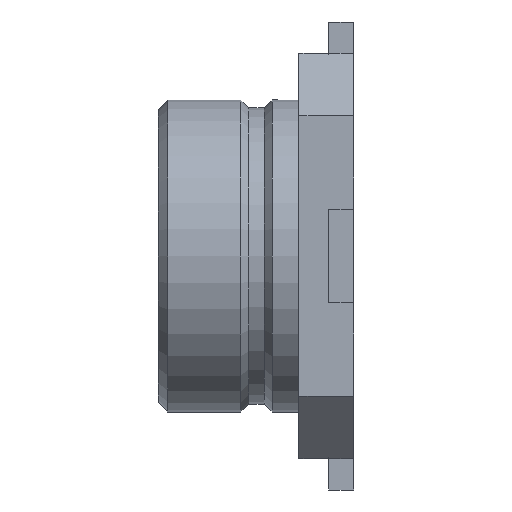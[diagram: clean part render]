
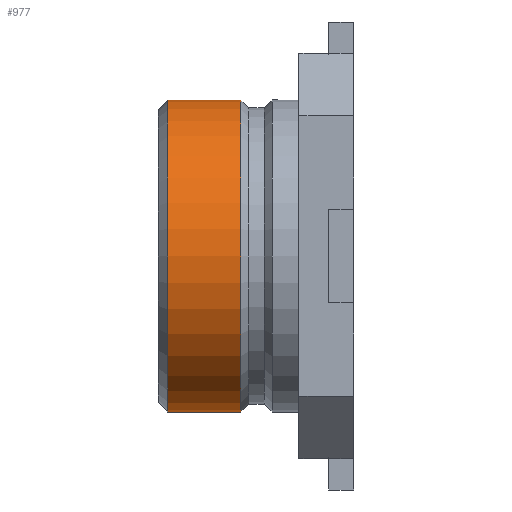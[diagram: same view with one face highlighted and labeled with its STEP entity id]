
A CAD part, left-side view. The second image highlights one B-rep face of the part: STEP entity #977.
In plain terms, the highlighted cylindrical face has radius 1 mm (diameter 2 mm), a partial arc.
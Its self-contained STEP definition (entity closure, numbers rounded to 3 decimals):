
#10 = EDGE_CURVE ( 'NONE', #2840, #2722, #1586, .T. ) ;
#23 = DIRECTION ( 'NONE',  ( 0., 0., -1. ) ) ;
#42 = ORIENTED_EDGE ( 'NONE', *, *, #2055, .T. ) ;
#101 = DIRECTION ( 'NONE',  ( 0., 0., -1. ) ) ;
#277 = ORIENTED_EDGE ( 'NONE', *, *, #2258, .F. ) ;
#410 = CIRCLE ( 'NONE', #2268, 1. ) ;
#443 = CARTESIAN_POINT ( 'NONE',  ( 0., 0.722, -1. ) ) ;
#460 = FACE_OUTER_BOUND ( 'NONE', #679, .T. ) ;
#675 = EDGE_CURVE ( 'NONE', #2840, #835, #1182, .T. ) ;
#679 = EDGE_LOOP ( 'NONE', ( #1484, #1226, #42, #277 ) ) ;
#829 = CARTESIAN_POINT ( 'NONE',  ( 0., 0.35, 0. ) ) ;
#830 = CARTESIAN_POINT ( 'NONE',  ( 0., 0.35, 1. ) ) ;
#834 = CARTESIAN_POINT ( 'NONE',  ( 0., 0.35, -1. ) ) ;
#835 = VERTEX_POINT ( 'NONE', #3058 ) ;
#910 = AXIS2_PLACEMENT_3D ( 'NONE', #829, #1570, #23 ) ;
#977 = ADVANCED_FACE ( 'NONE', ( #460 ), #2102, .T. ) ;
#1159 = CARTESIAN_POINT ( 'NONE',  ( 0., 0.722, 1. ) ) ;
#1182 = CIRCLE ( 'NONE', #2245, 1. ) ;
#1226 = ORIENTED_EDGE ( 'NONE', *, *, #675, .T. ) ;
#1484 = ORIENTED_EDGE ( 'NONE', *, *, #10, .F. ) ;
#1570 = DIRECTION ( 'NONE',  ( 0., -1., 0. ) ) ;
#1586 = LINE ( 'NONE', #830, #2985 ) ;
#1616 = DIRECTION ( 'NONE',  ( 0., -1., 0. ) ) ;
#1683 = DIRECTION ( 'NONE',  ( 0., -1., 0. ) ) ;
#1814 = VERTEX_POINT ( 'NONE', #443 ) ;
#2055 = EDGE_CURVE ( 'NONE', #835, #1814, #2213, .T. ) ;
#2102 = CYLINDRICAL_SURFACE ( 'NONE', #910, 1. ) ;
#2192 = CARTESIAN_POINT ( 'NONE',  ( 0., 1.19, 0. ) ) ;
#2213 = LINE ( 'NONE', #834, #3121 ) ;
#2245 = AXIS2_PLACEMENT_3D ( 'NONE', #2192, #2452, #101 ) ;
#2258 = EDGE_CURVE ( 'NONE', #2722, #1814, #410, .T. ) ;
#2268 = AXIS2_PLACEMENT_3D ( 'NONE', #2721, #1683, #2458 ) ;
#2452 = DIRECTION ( 'NONE',  ( 0., -1., 0. ) ) ;
#2458 = DIRECTION ( 'NONE',  ( 0., 0., -1. ) ) ;
#2479 = CARTESIAN_POINT ( 'NONE',  ( 0., 1.19, 1. ) ) ;
#2591 = DIRECTION ( 'NONE',  ( 0., -1., 0. ) ) ;
#2721 = CARTESIAN_POINT ( 'NONE',  ( 0., 0.722, 0. ) ) ;
#2722 = VERTEX_POINT ( 'NONE', #1159 ) ;
#2840 = VERTEX_POINT ( 'NONE', #2479 ) ;
#2985 = VECTOR ( 'NONE', #1616, 1000. ) ;
#3058 = CARTESIAN_POINT ( 'NONE',  ( 0., 1.19, -1. ) ) ;
#3121 = VECTOR ( 'NONE', #2591, 1000. ) ;
